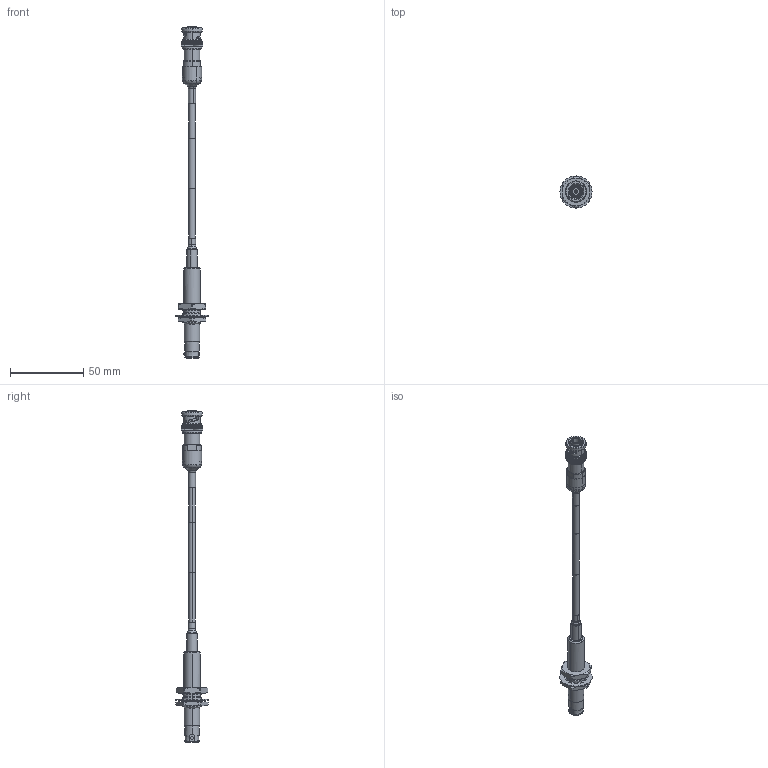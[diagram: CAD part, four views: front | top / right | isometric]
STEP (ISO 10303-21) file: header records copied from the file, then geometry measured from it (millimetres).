
FILE_DESCRIPTION (( 'STEP AP214' ), '1' );
FILE_NAME ('FMCA9774_3D.step', '2025-05-05T22:38:25', ( '' ), ( '' ), 'SwSTEP 2.0', 'SolidWorks 2022', '' );
FILE_SCHEMA (( 'AUTOMOTIVE_DESIGN' ));
Length unit declared in the file: inch
Products named in the file (11): FMCN45837; RG303／U_5 Inch Length with Lable; Heat Shrink^FMCA9774_Config 1; BNC8105-5; Heat Shrink^FMCA9774; Ferrule^FMCN45837; 10KV8501-4; FMCA9774_3D; FMCN45910; N8105AS-7; PE45837
Assembly tree (10 placements, depth 3):
  FMCA9774_3D
    RG303／U_5 Inch Length with Lable
    FMCN45837
      PE45837
      BNC8105-5
      10KV8501-4
      N8105AS-7
      Ferrule^FMCN45837
    FMCN45910
    Heat Shrink^FMCA9774
    Heat Shrink^FMCA9774_Config 1
Bounding box: 22 x 22 x 226.8 mm (x, y, z)
Volume: 12323.9 mm3; surface area: 13720.5 mm2
Topology: 9 solids, 9 shells, 713 faces, 1642 edges, 973 vertices
Faces by surface type: plane 245, cylinder 229, cone 183, bspline 31, torus 25
Entity records: 23235 total; most frequent: CARTESIAN_POINT 6992, DIRECTION 3354, ORIENTED_EDGE 3284, EDGE_CURVE 1642, AXIS2_PLACEMENT_3D 1394, VERTEX_POINT 973, EDGE_LOOP 755, ADVANCED_FACE 713
